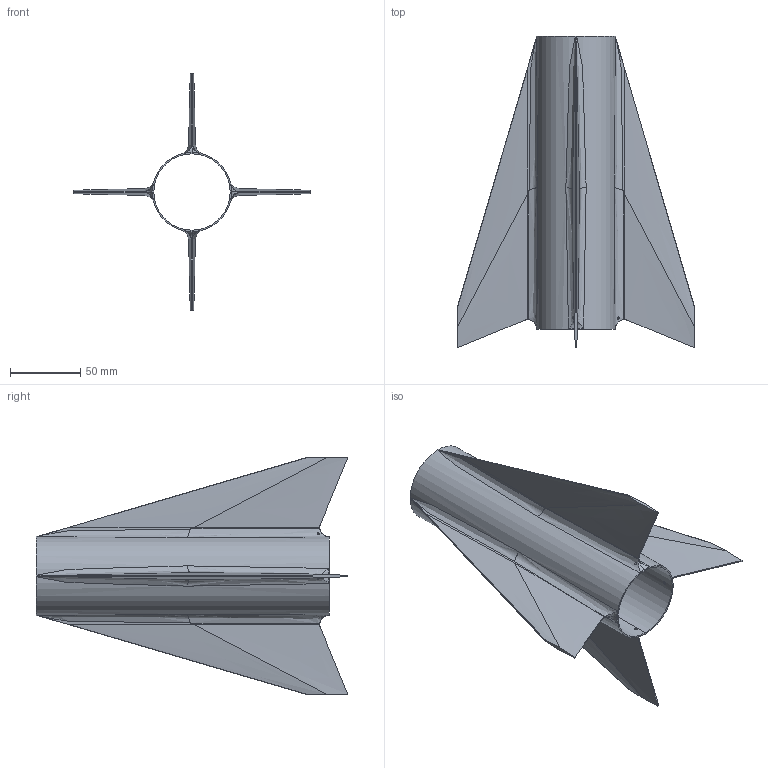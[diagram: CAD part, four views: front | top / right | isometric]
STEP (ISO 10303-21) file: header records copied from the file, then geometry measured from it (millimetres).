
FILE_DESCRIPTION (( 'STEP AP214' ), '1' );
FILE_NAME ('biconvex fincan v2.STEP', '2024-08-15T00:59:43', ( '' ), ( '' ), 'SwSTEP 2.0', 'SolidWorks 2024', '' );
FILE_SCHEMA (( 'AUTOMOTIVE_DESIGN' ));
Length unit declared in the file: inch
Products named in the file (1): biconvex fincan v2
Bounding box: 168.02 x 221.49 x 168.02 mm (x, y, z)
Volume: 107737.5 mm3; surface area: 123921.6 mm2
Topology: 5 solids, 5 shells, 122 faces, 365 edges, 243 vertices
Faces by surface type: bspline 84, plane 26, cylinder 12
Entity records: 11601 total; most frequent: CARTESIAN_POINT 9106, ORIENTED_EDGE 706, EDGE_CURVE 353, B_SPLINE_CURVE_WITH_KNOTS 251, VERTEX_POINT 243, DIRECTION 180, EDGE_LOOP 134, FACE_OUTER_BOUND 122
